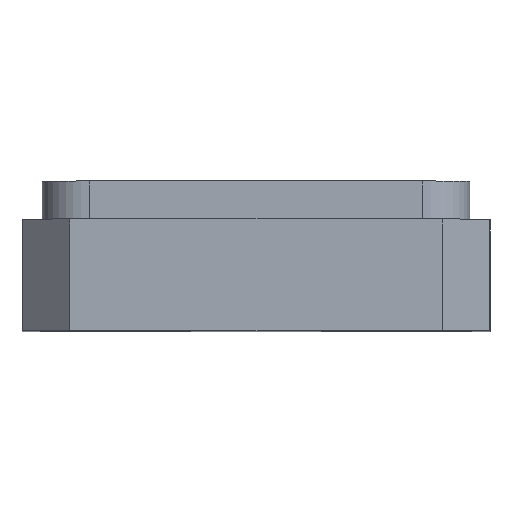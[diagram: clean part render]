
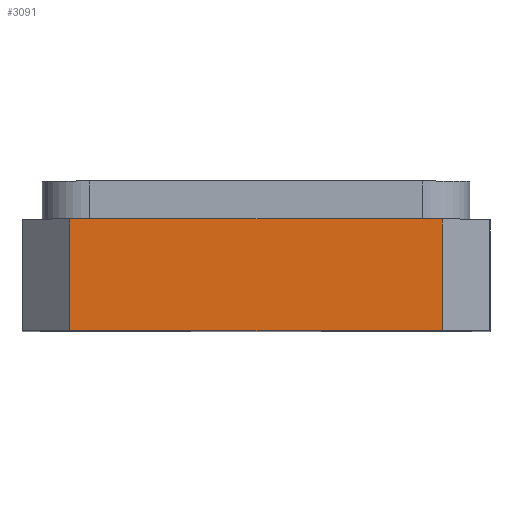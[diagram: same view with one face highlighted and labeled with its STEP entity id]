
A CAD part, top view. The second image highlights one B-rep face of the part: STEP entity #3091.
In plain terms, the highlighted planar face has unit normal (0, 0, 1).
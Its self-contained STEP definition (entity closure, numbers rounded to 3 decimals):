
#103 = CARTESIAN_POINT ( 'NONE',  ( -0.996, 0., 1.6 ) ) ;
#262 = EDGE_LOOP ( 'NONE', ( #5976, #2028, #5410, #1912 ) ) ;
#474 = LINE ( 'NONE', #1422, #4351 ) ;
#603 = LINE ( 'NONE', #4973, #5834 ) ;
#651 = AXIS2_PLACEMENT_3D ( 'NONE', #2513, #1013, #2596 ) ;
#811 = EDGE_CURVE ( 'NONE', #5175, #2494, #5151, .T. ) ;
#1013 = DIRECTION ( 'NONE',  ( 0., 0., -1. ) ) ;
#1422 = CARTESIAN_POINT ( 'NONE',  ( -1.25, 0., 1.6 ) ) ;
#1667 = EDGE_CURVE ( 'NONE', #1877, #5175, #603, .T. ) ;
#1696 = CARTESIAN_POINT ( 'NONE',  ( 0.996, 0., 1.6 ) ) ;
#1877 = VERTEX_POINT ( 'NONE', #1943 ) ;
#1912 = ORIENTED_EDGE ( 'NONE', *, *, #1667, .T. ) ;
#1943 = CARTESIAN_POINT ( 'NONE',  ( 0.996, 0.597, 1.6 ) ) ;
#1996 = CARTESIAN_POINT ( 'NONE',  ( 0.996, 0.8, 1.6 ) ) ;
#2028 = ORIENTED_EDGE ( 'NONE', *, *, #3450, .F. ) ;
#2395 = DIRECTION ( 'NONE',  ( -1., 0., 0. ) ) ;
#2494 = VERTEX_POINT ( 'NONE', #103 ) ;
#2513 = CARTESIAN_POINT ( 'NONE',  ( -1.25, 0.8, 1.6 ) ) ;
#2596 = DIRECTION ( 'NONE',  ( -1., 0., 0. ) ) ;
#2947 = VERTEX_POINT ( 'NONE', #1696 ) ;
#3091 = ADVANCED_FACE ( 'NONE', ( #3808 ), #3572, .F. ) ;
#3141 = VECTOR ( 'NONE', #5766, 1000. ) ;
#3450 = EDGE_CURVE ( 'NONE', #2947, #2494, #474, .T. ) ;
#3572 = PLANE ( 'NONE',  #651 ) ;
#3808 = FACE_OUTER_BOUND ( 'NONE', #262, .T. ) ;
#3959 = DIRECTION ( 'NONE',  ( -1., 0., 0. ) ) ;
#3982 = DIRECTION ( 'NONE',  ( 0., -1., 0. ) ) ;
#4182 = CARTESIAN_POINT ( 'NONE',  ( -0.996, 0.8, 1.6 ) ) ;
#4351 = VECTOR ( 'NONE', #3959, 1000. ) ;
#4973 = CARTESIAN_POINT ( 'NONE',  ( 1.25, 0.597, 1.6 ) ) ;
#5136 = VECTOR ( 'NONE', #3982, 1000. ) ;
#5151 = LINE ( 'NONE', #4182, #3141 ) ;
#5175 = VERTEX_POINT ( 'NONE', #5267 ) ;
#5267 = CARTESIAN_POINT ( 'NONE',  ( -0.996, 0.597, 1.6 ) ) ;
#5409 = EDGE_CURVE ( 'NONE', #1877, #2947, #6401, .T. ) ;
#5410 = ORIENTED_EDGE ( 'NONE', *, *, #5409, .F. ) ;
#5766 = DIRECTION ( 'NONE',  ( 0., -1., 0. ) ) ;
#5834 = VECTOR ( 'NONE', #2395, 1000. ) ;
#5976 = ORIENTED_EDGE ( 'NONE', *, *, #811, .T. ) ;
#6401 = LINE ( 'NONE', #1996, #5136 ) ;
